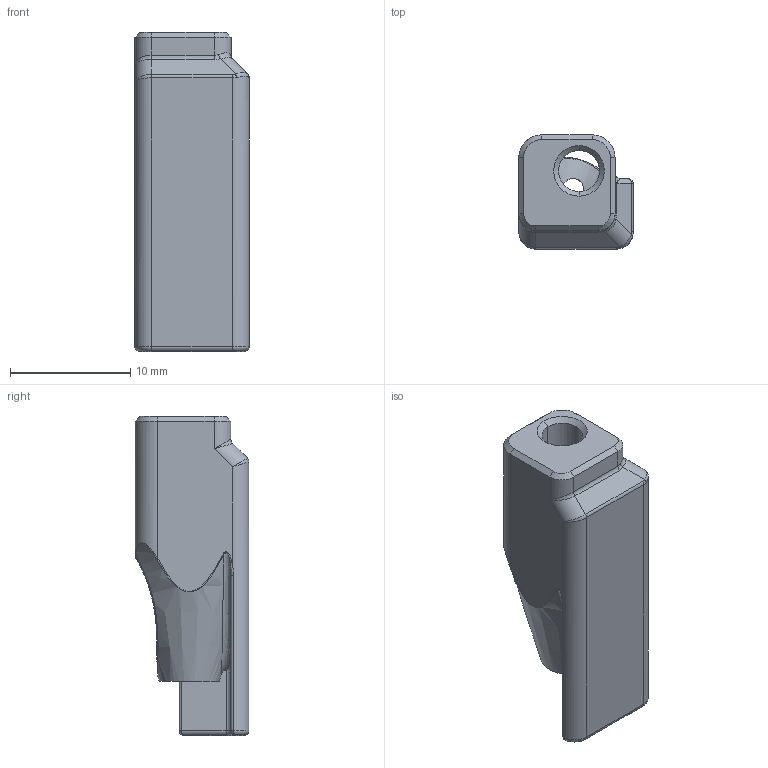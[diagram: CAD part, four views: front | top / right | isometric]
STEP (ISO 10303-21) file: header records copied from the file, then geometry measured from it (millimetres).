
FILE_DESCRIPTION (( 'STEP AP214' ), '1' );
FILE_NAME ('oct_sw_to_pi.STEP', '2022-02-01T03:06:26', ( '' ), ( '' ), 'SwSTEP 2.0', 'SolidWorks 2021', '' );
FILE_SCHEMA (( 'AUTOMOTIVE_DESIGN' ));
Length unit declared in the file: millimetre
Products named in the file (1): oct_sw_to_pi
Bounding box: 9.5 x 9.46 x 26.52 mm (x, y, z)
Volume: 1190.4 mm3; surface area: 1134.5 mm2
Topology: 1 solids, 1 shells, 95 faces, 228 edges, 128 vertices
Faces by surface type: cylinder 33, plane 21, bspline 21, cone 8, torus 8, sphere 4
Entity records: 3928 total; most frequent: CARTESIAN_POINT 1911, ORIENTED_EDGE 442, DIRECTION 386, EDGE_CURVE 221, AXIS2_PLACEMENT_3D 152, VERTEX_POINT 128, EDGE_LOOP 99, FACE_OUTER_BOUND 95
